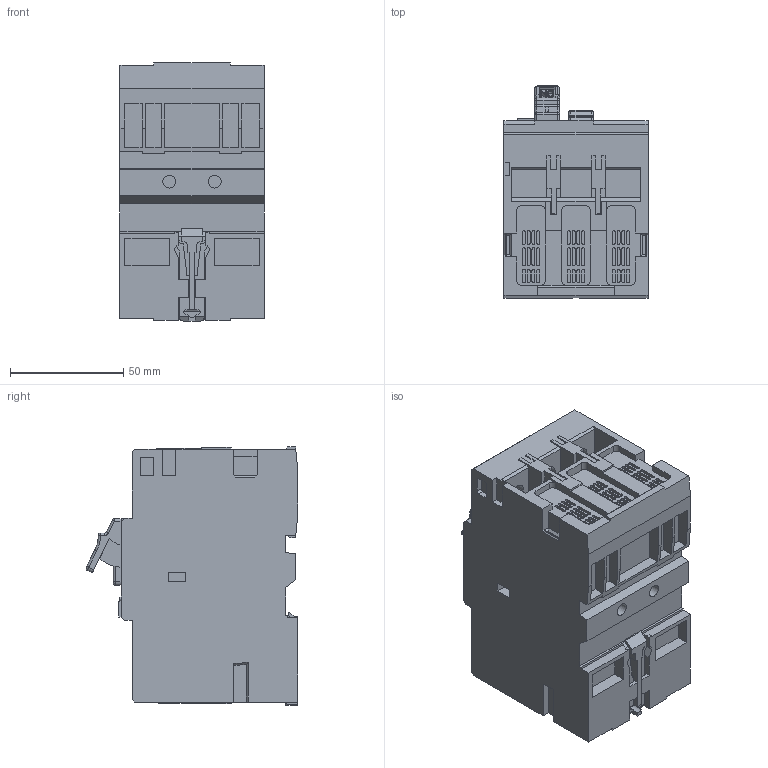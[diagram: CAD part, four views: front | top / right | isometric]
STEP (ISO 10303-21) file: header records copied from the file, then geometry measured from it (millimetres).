
FILE_DESCRIPTION (( 'STEP AP214' ), '1' );
FILE_NAME ('Ïóñêàòåëü ÏÐÊ64-25 In=25A Ir=16-25A Ue 660Â IEK.STEP', '2017-12-11T06:44:44', ( '' ), ( '' ), 'SwSTEP 2.0', 'SolidWorks 2014', '' );
FILE_SCHEMA (( 'AUTOMOTIVE_DESIGN' ));
Length unit declared in the file: millimetre
Products named in the file (1): Ïóñêàòåëü ÏÐÊ64-25 In=25A Ir=16-25A Ue 660Â IEK
Bounding box: 63.5 x 93.46 x 113.8 mm (x, y, z)
Volume: 472351.5 mm3; surface area: 62129 mm2
Topology: 1 solids, 2 shells, 1065 faces, 2848 edges, 1866 vertices
Faces by surface type: plane 729, cylinder 242, bspline 74, torus 12, sphere 8
Full cylindrical faces by diameter (mm): 1.5 x1, 3 x1, 4 x1, 5.6 x2, 8 x6
Entity records: 50185 total; most frequent: CARTESIAN_POINT 12205, ORIENTED_EDGE 5646, DIRECTION 5064, EDGE_CURVE 2823, VECTOR 2010, LINE 2010, VERTEX_POINT 1858, AXIS2_PLACEMENT_3D 1527
